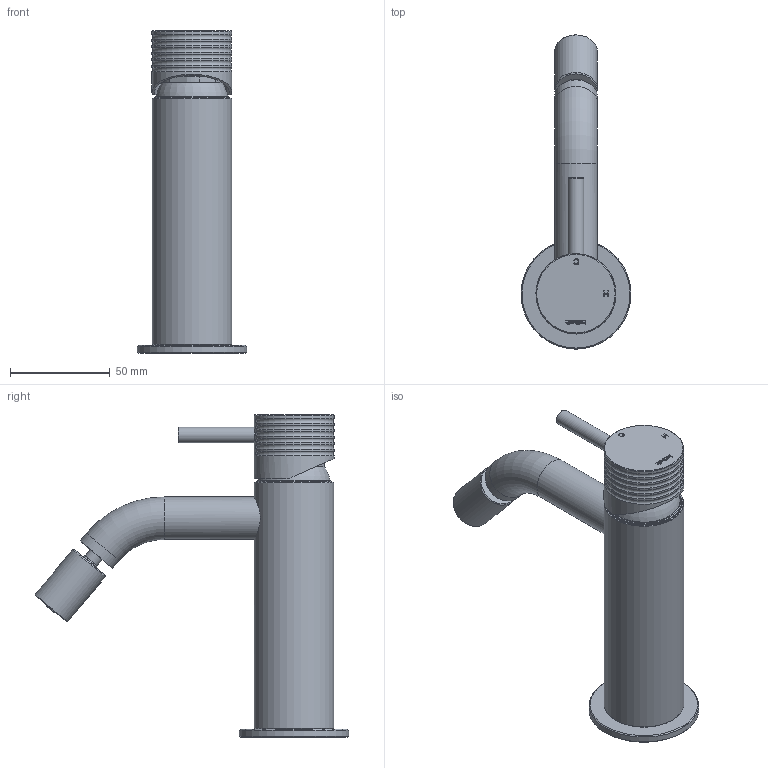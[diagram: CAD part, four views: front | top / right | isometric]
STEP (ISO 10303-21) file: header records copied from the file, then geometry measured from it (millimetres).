
FILE_DESCRIPTION(/* description */ ('Unknown'),/* implementation_level */ '2;1');
FILE_NAME(/* name */ 'AR018L-00 rel1',/* time_stamp */ '2023-12-15T09:04:46+01:00',/* author */ ('Unknown'),/* organization */ ('Unknown'),/* preprocessor_version */ 'ST-DEVELOPER v18.102',/* originating_system */ 'Solid Edge',/* authorisation */ 'Unknown');
FILE_SCHEMA (('AUTOMOTIVE_DESIGN {1 0 10303 214 3 1 1}'));
Length unit declared in the file: millimetre
Products named in the file (15): AR018L-00 rel1; AR003-06; AR003-028_oa_0; AR003-04; AR003-27; AR003-05; AR018-01_oa_1; CANNA h 100B; SEDE SFERA CANNA S40; CB004-005; AR018-002_oa_2; OR(OR_2021 (104)); SFERA BIDET ECLIPS; PORTAREATORE BIDETS40; AR003-01
Assembly tree (14 placements, depth 3):
  AR018L-00 rel1
    AR003-06
    AR003-028_oa_0
      AR003-04
      AR003-27
    AR003-05
    AR018-01_oa_1
      CANNA h 100B
      SEDE SFERA CANNA S40
    CB004-005
    AR018-002_oa_2
      OR(OR_2021 (104))
      SFERA BIDET ECLIPS
      PORTAREATORE BIDETS40
    AR003-01
Bounding box: 55 x 157.11 x 161.2 mm (x, y, z)
Volume: 89740.9 mm3; surface area: 68569.1 mm2
Topology: 11 solids, 157 shells, 1089 faces, 2259 edges, 1519 vertices
Faces by surface type: plane 675, cylinder 315, cone 58, torus 21, sphere 14, bspline 6
Full cylindrical faces by diameter (mm): 0.75 x146, 0.913 x1, 0.916 x1, 4.134 x3, 4.3 x1, 6.25 x1, 7 x1, 7.85 x2, 7.9 x1, 8 x1, 9 x1, 11 x1, 12.5 x1, 13.5 x1, 13.8 x1, 14 x1, 15 x2, 15.5 x1, 17 x2, 17.3 x1, 17.4 x2, 17.5 x1, 18 x1, 18.4 x1, 18.5 x2, 18.75 x1, 19.25 x1, 19.5 x1, 21.3 x3, 30.5 x1
Entity records: 34775 total; most frequent: CARTESIAN_POINT 6370, DIRECTION 4774, ORIENTED_EDGE 3614, AXIS2_PLACEMENT_3D 1962, EDGE_CURVE 1807, FACE_BOUND 1433, EDGE_LOOP 1426, VERTEX_POINT 1358
